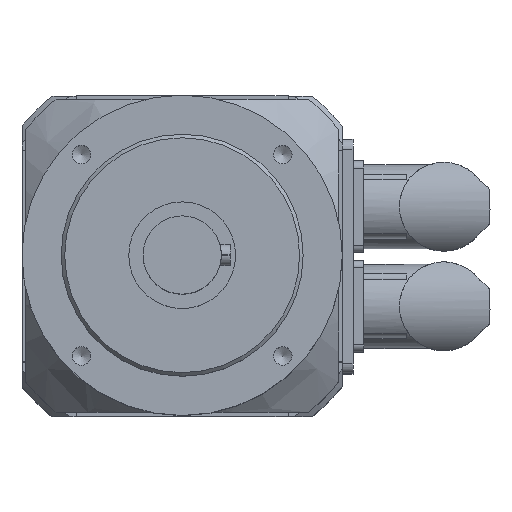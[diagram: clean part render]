
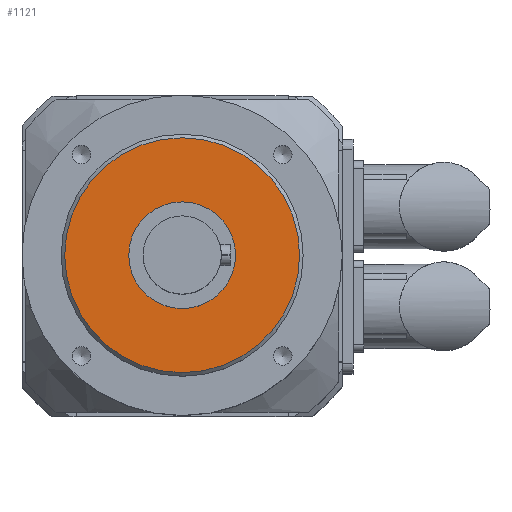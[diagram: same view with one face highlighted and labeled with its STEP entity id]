
A CAD part, top view. The second image highlights one B-rep face of the part: STEP entity #1121.
In plain terms, the highlighted face is planar.
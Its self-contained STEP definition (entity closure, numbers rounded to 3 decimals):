
#261=FACE_BOUND('',#1897,.T.);
#797=CIRCLE('',#6175,15.);
#798=CIRCLE('',#6177,33.);
#1121=ADVANCED_FACE('',(#261,#1505),#1236,.T.);
#1236=PLANE('',#6178);
#1505=FACE_OUTER_BOUND('',#1898,.T.);
#1897=EDGE_LOOP('',(#3596));
#1898=EDGE_LOOP('',(#3597));
#3596=ORIENTED_EDGE('',*,*,#4982,.F.);
#3597=ORIENTED_EDGE('',*,*,#4983,.T.);
#4207=VERTEX_POINT('',#10156);
#4208=VERTEX_POINT('',#10159);
#4982=EDGE_CURVE('',#4207,#4207,#797,.T.);
#4983=EDGE_CURVE('',#4208,#4208,#798,.T.);
#6175=AXIS2_PLACEMENT_3D('',#10155,#7688,#7689);
#6177=AXIS2_PLACEMENT_3D('',#10158,#7692,#7693);
#6178=AXIS2_PLACEMENT_3D('',#10160,#7694,#7695);
#7688=DIRECTION('',(0.,0.,-1.));
#7689=DIRECTION('',(0.,1.,0.));
#7692=DIRECTION('',(0.,0.,-1.));
#7693=DIRECTION('',(0.,1.,0.));
#7694=DIRECTION('',(0.,0.,-1.));
#7695=DIRECTION('',(0.,1.,0.));
#10155=CARTESIAN_POINT('',(0.,0.,
-67.5));
#10156=CARTESIAN_POINT('',(0.,15.,-67.5));
#10158=CARTESIAN_POINT('',(0.,0.,
-67.5));
#10159=CARTESIAN_POINT('',(0.,33.,-67.5));
#10160=CARTESIAN_POINT('',(0.,0.,
-67.5));
